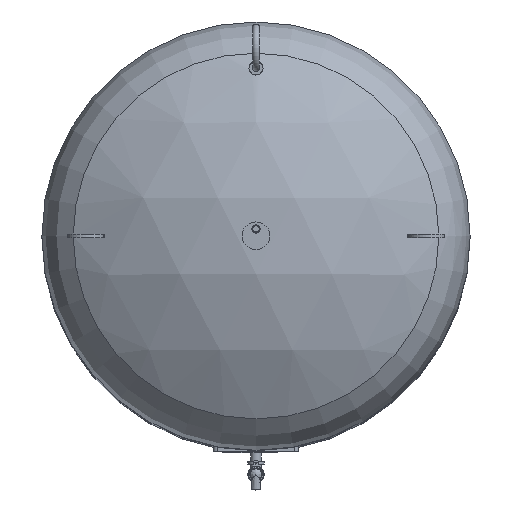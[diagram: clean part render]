
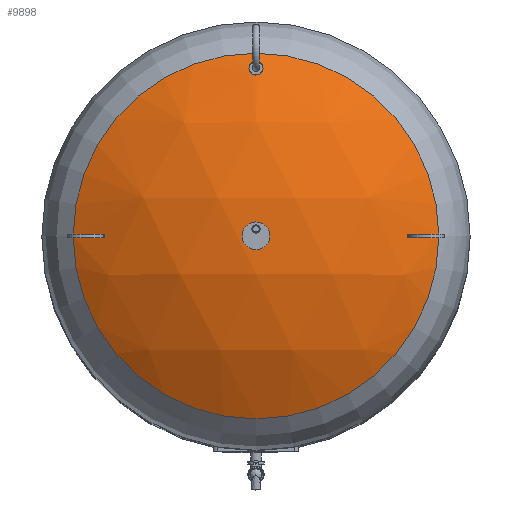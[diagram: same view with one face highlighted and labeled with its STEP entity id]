
A CAD part, top view. The second image highlights one B-rep face of the part: STEP entity #9898.
In plain terms, the highlighted spherical face has radius 594 mm.
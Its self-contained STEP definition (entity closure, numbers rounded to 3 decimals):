
#30=B_SPLINE_CURVE_WITH_KNOTS($,3,(#16277,#16278,#16279,#16280,#16281,#16282,
#16283,#16284,#16285,#16286,#16287,#16288,#16289,#16290,#16291,#16292,#16293,
#16294,#16295,#16296,#16297,#16298,#16299,#16300,#16301,#16302,#16303,#16304,
#16305,#16306,#16307,#16308,#16309,#16310,#16311,#16312,#16313,#16314,#16315,
#16316,#16317,#16318,#16319,#16320,#16321,#16322,#16323,#16324,#16325,#16326,
#16327,#16328,#16329,#16330,#16331,#16332,#16333,#16334,#16335,#16336,#16337,
#16338,#16339,#16340,#16341,#16342),.UNSPECIFIED.,.T.,.F.,(4,2,2,2,2,2,
2,2,2,2,2,2,2,2,2,2,2,2,2,2,2,2,2,2,2,2,2,2,2,2,2,2,4),(0.,1.994,
3.987,5.981,7.974,10.293,12.612,
14.931,17.25,19.564,21.878,24.192,
26.506,28.499,30.492,32.484,34.477,
36.47,38.463,40.456,42.449,44.763,
47.077,49.391,51.705,54.024,56.343,
58.662,60.981,62.974,64.968,66.961,
68.955),.UNSPECIFIED.);
#51=SPHERICAL_SURFACE($,#10904,594.);
#424=FACE_BOUND($,#2060,.T.);
#774=CIRCLE($,#10905,315.931);
#1327=FACE_OUTER_BOUND($,#2059,.T.);
#2059=EDGE_LOOP($,(#8037));
#2060=EDGE_LOOP($,(#8038));
#4732=VERTEX_POINT($,#16276);
#4733=VERTEX_POINT($,#16345);
#5910=EDGE_CURVE($,#4732,#4732,#30,.T.);
#5911=EDGE_CURVE($,#4733,#4733,#774,.T.);
#8037=ORIENTED_EDGE($,*,*,#5911,.F.);
#8038=ORIENTED_EDGE($,*,*,#5910,.T.);
#9898=ADVANCED_FACE($,(#1327,#424),#51,.T.);
#10904=AXIS2_PLACEMENT_3D($,#16344,#13142,#13143);
#10905=AXIS2_PLACEMENT_3D($,#16346,#13144,#13145);
#13142=DIRECTION('center_axis',(0.,-1.,0.));
#13143=DIRECTION('ref_axis',(-1.,0.,0.));
#13144=DIRECTION('center_axis',(0.,0.,
-1.));
#13145=DIRECTION('ref_axis',(1.,0.,0.));
#16276=CARTESIAN_POINT('',(0.,300.65,2065.294));
#16277=CARTESIAN_POINT('Ctrl Pts',(0.,300.65,2065.294));
#16278=CARTESIAN_POINT('Ctrl Pts',(0.665,300.65,2065.294));
#16279=CARTESIAN_POINT('Ctrl Pts',(1.348,300.587,2065.33));
#16280=CARTESIAN_POINT('Ctrl Pts',(2.7,300.325,2065.478));
#16281=CARTESIAN_POINT('Ctrl Pts',(3.368,300.127,2065.591));
#16282=CARTESIAN_POINT('Ctrl Pts',(4.642,299.61,2065.883));
#16283=CARTESIAN_POINT('Ctrl Pts',(5.249,299.29,2066.063));
#16284=CARTESIAN_POINT('Ctrl Pts',(6.366,298.564,2066.474));
#16285=CARTESIAN_POINT('Ctrl Pts',(6.875,298.157,2066.704));
#16286=CARTESIAN_POINT('Ctrl Pts',(7.848,297.235,2067.224));
#16287=CARTESIAN_POINT('Ctrl Pts',(8.329,296.677,2067.538));
#16288=CARTESIAN_POINT('Ctrl Pts',(9.168,295.47,2068.219));
#16289=CARTESIAN_POINT('Ctrl Pts',(9.525,294.82,2068.584));
#16290=CARTESIAN_POINT('Ctrl Pts',(10.095,293.472,2069.342));
#16291=CARTESIAN_POINT('Ctrl Pts',(10.307,292.773,2069.734));
#16292=CARTESIAN_POINT('Ctrl Pts',(10.585,291.375,2070.519));
#16293=CARTESIAN_POINT('Ctrl Pts',(10.65,290.675,2070.911));
#16294=CARTESIAN_POINT('Ctrl Pts',(10.65,289.327,2071.665));
#16295=CARTESIAN_POINT('Ctrl Pts',(10.585,288.628,2072.055));
#16296=CARTESIAN_POINT('Ctrl Pts',(10.308,287.231,2072.836));
#16297=CARTESIAN_POINT('Ctrl Pts',(10.096,286.532,2073.225));
#16298=CARTESIAN_POINT('Ctrl Pts',(9.527,285.185,2073.976));
#16299=CARTESIAN_POINT('Ctrl Pts',(9.17,284.535,2074.337));
#16300=CARTESIAN_POINT('Ctrl Pts',(8.333,283.327,2075.009));
#16301=CARTESIAN_POINT('Ctrl Pts',(7.852,282.769,2075.319));
#16302=CARTESIAN_POINT('Ctrl Pts',(6.879,281.846,2075.831));
#16303=CARTESIAN_POINT('Ctrl Pts',(6.369,281.438,2076.057));
#16304=CARTESIAN_POINT('Ctrl Pts',(5.251,280.71,2076.46));
#16305=CARTESIAN_POINT('Ctrl Pts',(4.643,280.391,2076.637));
#16306=CARTESIAN_POINT('Ctrl Pts',(3.369,279.873,2076.924));
#16307=CARTESIAN_POINT('Ctrl Pts',(2.7,279.675,2077.034));
#16308=CARTESIAN_POINT('Ctrl Pts',(1.348,279.413,2077.178));
#16309=CARTESIAN_POINT('Ctrl Pts',(0.664,279.35,2077.213));
#16310=CARTESIAN_POINT('Ctrl Pts',(-0.664,279.35,2077.213));
#16311=CARTESIAN_POINT('Ctrl Pts',(-1.348,279.413,2077.178));
#16312=CARTESIAN_POINT('Ctrl Pts',(-2.7,279.675,2077.034));
#16313=CARTESIAN_POINT('Ctrl Pts',(-3.369,279.873,2076.924));
#16314=CARTESIAN_POINT('Ctrl Pts',(-4.643,280.391,2076.637));
#16315=CARTESIAN_POINT('Ctrl Pts',(-5.251,280.71,2076.46));
#16316=CARTESIAN_POINT('Ctrl Pts',(-6.369,281.438,2076.057));
#16317=CARTESIAN_POINT('Ctrl Pts',(-6.879,281.846,2075.831));
#16318=CARTESIAN_POINT('Ctrl Pts',(-7.852,282.769,2075.319));
#16319=CARTESIAN_POINT('Ctrl Pts',(-8.333,283.327,2075.009));
#16320=CARTESIAN_POINT('Ctrl Pts',(-9.17,284.535,2074.337));
#16321=CARTESIAN_POINT('Ctrl Pts',(-9.527,285.185,2073.976));
#16322=CARTESIAN_POINT('Ctrl Pts',(-10.096,286.532,2073.225));
#16323=CARTESIAN_POINT('Ctrl Pts',(-10.308,287.231,2072.836));
#16324=CARTESIAN_POINT('Ctrl Pts',(-10.585,288.628,2072.055));
#16325=CARTESIAN_POINT('Ctrl Pts',(-10.65,289.327,2071.665));
#16326=CARTESIAN_POINT('Ctrl Pts',(-10.65,290.675,2070.911));
#16327=CARTESIAN_POINT('Ctrl Pts',(-10.585,291.375,2070.519));
#16328=CARTESIAN_POINT('Ctrl Pts',(-10.307,292.773,2069.734));
#16329=CARTESIAN_POINT('Ctrl Pts',(-10.095,293.472,2069.342));
#16330=CARTESIAN_POINT('Ctrl Pts',(-9.525,294.82,2068.584));
#16331=CARTESIAN_POINT('Ctrl Pts',(-9.168,295.47,2068.219));
#16332=CARTESIAN_POINT('Ctrl Pts',(-8.329,296.677,2067.538));
#16333=CARTESIAN_POINT('Ctrl Pts',(-7.848,297.235,2067.224));
#16334=CARTESIAN_POINT('Ctrl Pts',(-6.875,298.157,2066.704));
#16335=CARTESIAN_POINT('Ctrl Pts',(-6.366,298.564,2066.474));
#16336=CARTESIAN_POINT('Ctrl Pts',(-5.249,299.29,2066.063));
#16337=CARTESIAN_POINT('Ctrl Pts',(-4.642,299.61,2065.883));
#16338=CARTESIAN_POINT('Ctrl Pts',(-3.368,300.127,2065.591));
#16339=CARTESIAN_POINT('Ctrl Pts',(-2.7,300.325,2065.478));
#16340=CARTESIAN_POINT('Ctrl Pts',(-1.348,300.587,2065.33));
#16341=CARTESIAN_POINT('Ctrl Pts',(-0.665,300.65,2065.294));
#16342=CARTESIAN_POINT('Ctrl Pts',(0.,300.65,2065.294));
#16344=CARTESIAN_POINT('Origin',(0.,0.,
1553.));
#16345=CARTESIAN_POINT('',(315.931,0.,2056.014));
#16346=CARTESIAN_POINT('Origin',(0.,0.,
2056.014));
